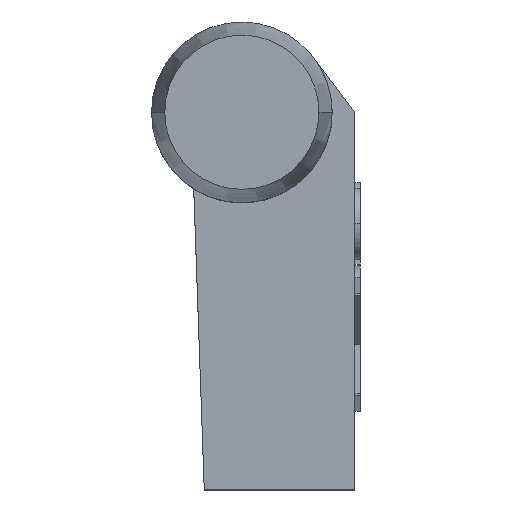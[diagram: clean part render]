
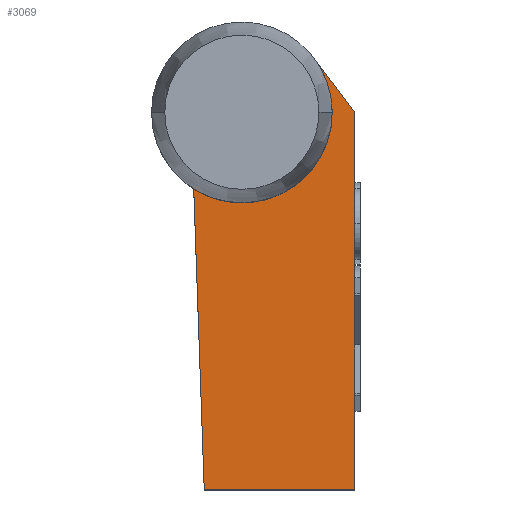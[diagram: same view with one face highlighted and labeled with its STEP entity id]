
A CAD part, top view. The second image highlights one B-rep face of the part: STEP entity #3069.
In plain terms, the highlighted planar face has unit normal (0, 0, 1).
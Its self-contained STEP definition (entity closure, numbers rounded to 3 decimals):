
#24 = ORIENTED_EDGE ( 'NONE', *, *, #33, .T. ) ;
#33 = EDGE_CURVE ( 'NONE', #3077, #1628, #3745, .T. ) ;
#99 = VERTEX_POINT ( 'NONE', #4254 ) ;
#297 = PLANE ( 'NONE',  #2533 ) ;
#413 = VECTOR ( 'NONE', #2097, 1000. ) ;
#432 = EDGE_LOOP ( 'NONE', ( #4131, #532, #3559, #24, #2293, #2743 ) ) ;
#496 = AXIS2_PLACEMENT_3D ( 'NONE', #4180, #3784, #2178 ) ;
#532 = ORIENTED_EDGE ( 'NONE', *, *, #2729, .F. ) ;
#629 = FACE_OUTER_BOUND ( 'NONE', #432, .T. ) ;
#737 = LINE ( 'NONE', #4058, #413 ) ;
#956 = EDGE_CURVE ( 'NONE', #1628, #99, #1731, .T. ) ;
#1055 = DIRECTION ( 'NONE',  ( -0.6, 0.8, 0. ) ) ;
#1175 = CARTESIAN_POINT ( 'NONE',  ( 5.4, 0., 12. ) ) ;
#1206 = DIRECTION ( 'NONE',  ( 0., 0., 1. ) ) ;
#1265 = CARTESIAN_POINT ( 'NONE',  ( 4.8, 0., 12. ) ) ;
#1308 = DIRECTION ( 'NONE',  ( 0., 0., 1. ) ) ;
#1628 = VERTEX_POINT ( 'NONE', #2915 ) ;
#1630 = CARTESIAN_POINT ( 'NONE',  ( 2.4, 0., 12. ) ) ;
#1632 = EDGE_CURVE ( 'NONE', #1935, #99, #2797, .T. ) ;
#1731 = LINE ( 'NONE', #3067, #3401 ) ;
#1789 = VERTEX_POINT ( 'NONE', #2386 ) ;
#1935 = VERTEX_POINT ( 'NONE', #1265 ) ;
#2097 = DIRECTION ( 'NONE',  ( -0.035, 0.999, 0. ) ) ;
#2178 = DIRECTION ( 'NONE',  ( 1., 0., 0. ) ) ;
#2293 = ORIENTED_EDGE ( 'NONE', *, *, #956, .T. ) ;
#2377 = CARTESIAN_POINT ( 'NONE',  ( 1.122, -2.031, 12. ) ) ;
#2386 = CARTESIAN_POINT ( 'NONE',  ( 1.4, -10., 12. ) ) ;
#2454 = DIRECTION ( 'NONE',  ( 1., 0., 0. ) ) ;
#2533 = AXIS2_PLACEMENT_3D ( 'NONE', #1630, #1308, #3315 ) ;
#2570 = DIRECTION ( 'NONE',  ( 1., 0., 0. ) ) ;
#2729 = EDGE_CURVE ( 'NONE', #1789, #3472, #737, .T. ) ;
#2743 = ORIENTED_EDGE ( 'NONE', *, *, #1632, .F. ) ;
#2797 = CIRCLE ( 'NONE', #4181, 2.4 ) ;
#2870 = EDGE_CURVE ( 'NONE', #1789, #3077, #3840, .T. ) ;
#2915 = CARTESIAN_POINT ( 'NONE',  ( 5.4, 0., 12. ) ) ;
#3052 = CARTESIAN_POINT ( 'NONE',  ( 5.4, -10., 12. ) ) ;
#3067 = CARTESIAN_POINT ( 'NONE',  ( 4.32, 1.44, 12. ) ) ;
#3069 = ADVANCED_FACE ( 'NONE', ( #629 ), #297, .T. ) ;
#3077 = VERTEX_POINT ( 'NONE', #3052 ) ;
#3315 = DIRECTION ( 'NONE',  ( 1., 0., 0. ) ) ;
#3401 = VECTOR ( 'NONE', #1055, 1000. ) ;
#3444 = DIRECTION ( 'NONE',  ( 0., 1., 0. ) ) ;
#3466 = CARTESIAN_POINT ( 'NONE',  ( 1.4, -10., 12. ) ) ;
#3472 = VERTEX_POINT ( 'NONE', #2377 ) ;
#3546 = EDGE_CURVE ( 'NONE', #3472, #1935, #3560, .T. ) ;
#3559 = ORIENTED_EDGE ( 'NONE', *, *, #2870, .T. ) ;
#3560 = CIRCLE ( 'NONE', #496, 2.4 ) ;
#3575 = CARTESIAN_POINT ( 'NONE',  ( 2.4, 0., 12. ) ) ;
#3745 = LINE ( 'NONE', #1175, #4051 ) ;
#3784 = DIRECTION ( 'NONE',  ( 0., 0., 1. ) ) ;
#3840 = LINE ( 'NONE', #3466, #3967 ) ;
#3967 = VECTOR ( 'NONE', #2454, 1000. ) ;
#4051 = VECTOR ( 'NONE', #3444, 1000. ) ;
#4058 = CARTESIAN_POINT ( 'NONE',  ( 1.4, -10., 12. ) ) ;
#4131 = ORIENTED_EDGE ( 'NONE', *, *, #3546, .F. ) ;
#4180 = CARTESIAN_POINT ( 'NONE',  ( 2.4, 0., 12. ) ) ;
#4181 = AXIS2_PLACEMENT_3D ( 'NONE', #3575, #1206, #2570 ) ;
#4254 = CARTESIAN_POINT ( 'NONE',  ( 4.32, 1.44, 12. ) ) ;
